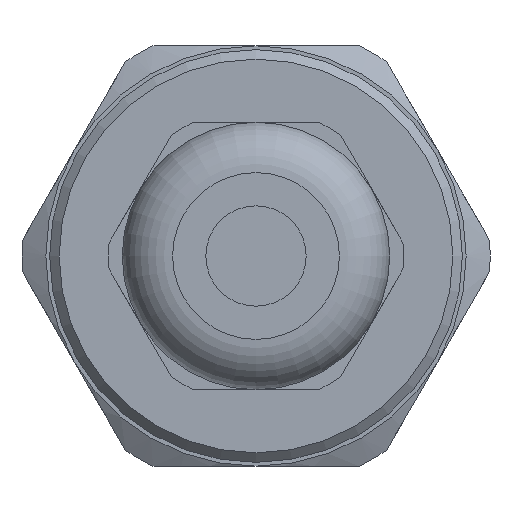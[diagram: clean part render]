
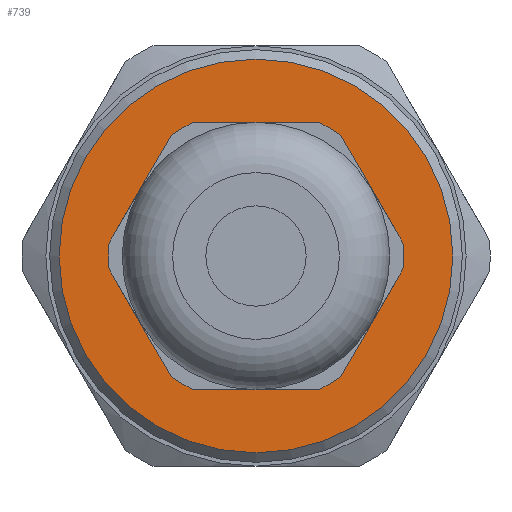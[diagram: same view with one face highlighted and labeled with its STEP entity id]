
A CAD part, front view. The second image highlights one B-rep face of the part: STEP entity #739.
In plain terms, the highlighted planar face has unit normal (0, -1, 0).
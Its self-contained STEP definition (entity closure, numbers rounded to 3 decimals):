
#89 = DIRECTION ( 'NONE',  ( 0., -1., 0. ) ) ;
#123 = CARTESIAN_POINT ( 'NONE',  ( 6.83, -52.003, 2.17 ) ) ;
#141 = DIRECTION ( 'NONE',  ( -0.5, 0., 0.866 ) ) ;
#202 = VECTOR ( 'NONE', #2509, 1000. ) ;
#218 = ORIENTED_EDGE ( 'NONE', *, *, #1183, .F. ) ;
#292 = DIRECTION ( 'NONE',  ( -1., 0., 0. ) ) ;
#294 = DIRECTION ( 'NONE',  ( 0., -1., 0. ) ) ;
#314 = CARTESIAN_POINT ( 'NONE',  ( 0., -52.003, 0. ) ) ;
#320 = ORIENTED_EDGE ( 'NONE', *, *, #1196, .F. ) ;
#341 = AXIS2_PLACEMENT_3D ( 'NONE', #2849, #89, #1388 ) ;
#401 = DIRECTION ( 'NONE',  ( -1., 0., 0. ) ) ;
#464 = VERTEX_POINT ( 'NONE', #2592 ) ;
#472 = AXIS2_PLACEMENT_3D ( 'NONE', #1986, #1836, #1602 ) ;
#494 = EDGE_CURVE ( 'NONE', #551, #736, #2541, .T. ) ;
#510 = LINE ( 'NONE', #1414, #1297 ) ;
#519 = DIRECTION ( 'NONE',  ( 0., -1., 0. ) ) ;
#551 = VERTEX_POINT ( 'NONE', #1574 ) ;
#554 = DIRECTION ( 'NONE',  ( 0., -1., 0. ) ) ;
#576 = AXIS2_PLACEMENT_3D ( 'NONE', #2422, #1083, #2414 ) ;
#585 = CIRCLE ( 'NONE', #2207, 7.166 ) ;
#638 = CARTESIAN_POINT ( 'NONE',  ( -1.536, -52.003, -7. ) ) ;
#642 = ORIENTED_EDGE ( 'NONE', *, *, #2858, .F. ) ;
#658 = CIRCLE ( 'NONE', #1792, 7.166 ) ;
#687 = AXIS2_PLACEMENT_3D ( 'NONE', #3095, #3130, #1220 ) ;
#734 = DIRECTION ( 'NONE',  ( -1., 0., 0. ) ) ;
#736 = VERTEX_POINT ( 'NONE', #1000 ) ;
#739 = ADVANCED_FACE ( 'NONE', ( #1173, #880 ), #1071, .T. ) ;
#880 = FACE_OUTER_BOUND ( 'NONE', #3190, .T. ) ;
#948 = EDGE_CURVE ( 'NONE', #1332, #1741, #1699, .T. ) ;
#977 = CARTESIAN_POINT ( 'NONE',  ( -4.432, -52.003, 6.323 ) ) ;
#1000 = CARTESIAN_POINT ( 'NONE',  ( 1.536, -52.003, 7. ) ) ;
#1062 = VECTOR ( 'NONE', #141, 1000. ) ;
#1065 = VERTEX_POINT ( 'NONE', #2524 ) ;
#1071 = PLANE ( 'NONE',  #1767 ) ;
#1082 = EDGE_CURVE ( 'NONE', #3155, #2185, #3268, .T. ) ;
#1083 = DIRECTION ( 'NONE',  ( 0., -1., 0. ) ) ;
#1128 = CARTESIAN_POINT ( 'NONE',  ( 6.83, -52.003, -2.17 ) ) ;
#1173 = FACE_BOUND ( 'NONE', #1282, .T. ) ;
#1176 = ORIENTED_EDGE ( 'NONE', *, *, #1359, .F. ) ;
#1183 = EDGE_CURVE ( 'NONE', #1741, #1065, #2584, .T. ) ;
#1196 = EDGE_CURVE ( 'NONE', #2536, #1332, #510, .T. ) ;
#1220 = DIRECTION ( 'NONE',  ( -1., 0., 0. ) ) ;
#1222 = DIRECTION ( 'NONE',  ( 0.5, 0., -0.866 ) ) ;
#1252 = ORIENTED_EDGE ( 'NONE', *, *, #494, .F. ) ;
#1282 = EDGE_LOOP ( 'NONE', ( #642, #218, #2800, #320, #1335, #3007, #1176, #2962, #1252, #2157, #3031, #2067 ) ) ;
#1297 = VECTOR ( 'NONE', #1222, 1000. ) ;
#1317 = DIRECTION ( 'NONE',  ( 0., 0., -1. ) ) ;
#1328 = VECTOR ( 'NONE', #2317, 1000. ) ;
#1332 = VERTEX_POINT ( 'NONE', #2275 ) ;
#1335 = ORIENTED_EDGE ( 'NONE', *, *, #2083, .F. ) ;
#1359 = EDGE_CURVE ( 'NONE', #464, #3155, #585, .T. ) ;
#1371 = CARTESIAN_POINT ( 'NONE',  ( 0., -52.003, 0. ) ) ;
#1384 = DIRECTION ( 'NONE',  ( 0., -1., 0. ) ) ;
#1388 = DIRECTION ( 'NONE',  ( 0., 0., -1. ) ) ;
#1414 = CARTESIAN_POINT ( 'NONE',  ( -7.692, -52.003, -0.677 ) ) ;
#1421 = CARTESIAN_POINT ( 'NONE',  ( 3.26, -52.003, 7. ) ) ;
#1491 = CIRCLE ( 'NONE', #1831, 7.166 ) ;
#1507 = CARTESIAN_POINT ( 'NONE',  ( -5.294, -52.003, 4.83 ) ) ;
#1574 = CARTESIAN_POINT ( 'NONE',  ( 5.294, -52.003, 4.83 ) ) ;
#1602 = DIRECTION ( 'NONE',  ( -1., 0., 0. ) ) ;
#1627 = DIRECTION ( 'NONE',  ( -0.5, 0., -0.866 ) ) ;
#1653 = CARTESIAN_POINT ( 'NONE',  ( 0., -52.003, -10.3 ) ) ;
#1699 = CIRCLE ( 'NONE', #576, 7.166 ) ;
#1732 = CIRCLE ( 'NONE', #341, 10.3 ) ;
#1741 = VERTEX_POINT ( 'NONE', #638 ) ;
#1767 = AXIS2_PLACEMENT_3D ( 'NONE', #1371, #1384, #1317 ) ;
#1792 = AXIS2_PLACEMENT_3D ( 'NONE', #2225, #554, #734 ) ;
#1823 = EDGE_CURVE ( 'NONE', #736, #464, #2052, .T. ) ;
#1831 = AXIS2_PLACEMENT_3D ( 'NONE', #314, #294, #292 ) ;
#1836 = DIRECTION ( 'NONE',  ( 0., -1., 0. ) ) ;
#1862 = CARTESIAN_POINT ( 'NONE',  ( 0., -52.003, 0. ) ) ;
#1915 = EDGE_CURVE ( 'NONE', #2199, #551, #2528, .T. ) ;
#1974 = CARTESIAN_POINT ( 'NONE',  ( -6.83, -52.003, -2.17 ) ) ;
#1986 = CARTESIAN_POINT ( 'NONE',  ( 0., -52.003, 0. ) ) ;
#1997 = EDGE_CURVE ( 'NONE', #2889, #2889, #1732, .T. ) ;
#2052 = LINE ( 'NONE', #1421, #1328 ) ;
#2058 = EDGE_CURVE ( 'NONE', #2292, #2271, #2928, .T. ) ;
#2067 = ORIENTED_EDGE ( 'NONE', *, *, #2058, .F. ) ;
#2083 = EDGE_CURVE ( 'NONE', #2185, #2536, #2860, .T. ) ;
#2099 = VECTOR ( 'NONE', #1627, 1000. ) ;
#2157 = ORIENTED_EDGE ( 'NONE', *, *, #1915, .F. ) ;
#2185 = VERTEX_POINT ( 'NONE', #2327 ) ;
#2199 = VERTEX_POINT ( 'NONE', #123 ) ;
#2207 = AXIS2_PLACEMENT_3D ( 'NONE', #1862, #519, #401 ) ;
#2225 = CARTESIAN_POINT ( 'NONE',  ( 0., -52.003, 0. ) ) ;
#2254 = EDGE_CURVE ( 'NONE', #2271, #2199, #658, .T. ) ;
#2271 = VERTEX_POINT ( 'NONE', #1128 ) ;
#2275 = CARTESIAN_POINT ( 'NONE',  ( -5.294, -52.003, -4.83 ) ) ;
#2292 = VERTEX_POINT ( 'NONE', #2550 ) ;
#2299 = CARTESIAN_POINT ( 'NONE',  ( 7.692, -52.003, 0.677 ) ) ;
#2317 = DIRECTION ( 'NONE',  ( -1., 0., 0. ) ) ;
#2327 = CARTESIAN_POINT ( 'NONE',  ( -6.83, -52.003, 2.17 ) ) ;
#2414 = DIRECTION ( 'NONE',  ( -1., 0., 0. ) ) ;
#2422 = CARTESIAN_POINT ( 'NONE',  ( 0., -52.003, 0. ) ) ;
#2509 = DIRECTION ( 'NONE',  ( 0.5, 0., 0.866 ) ) ;
#2516 = DIRECTION ( 'NONE',  ( 1., 0., 0. ) ) ;
#2524 = CARTESIAN_POINT ( 'NONE',  ( 1.536, -52.003, -7. ) ) ;
#2528 = LINE ( 'NONE', #2299, #1062 ) ;
#2536 = VERTEX_POINT ( 'NONE', #1974 ) ;
#2541 = CIRCLE ( 'NONE', #472, 7.166 ) ;
#2550 = CARTESIAN_POINT ( 'NONE',  ( 5.294, -52.003, -4.83 ) ) ;
#2584 = LINE ( 'NONE', #2735, #3223 ) ;
#2592 = CARTESIAN_POINT ( 'NONE',  ( -1.536, -52.003, 7. ) ) ;
#2735 = CARTESIAN_POINT ( 'NONE',  ( -3.26, -52.003, -7. ) ) ;
#2800 = ORIENTED_EDGE ( 'NONE', *, *, #948, .F. ) ;
#2849 = CARTESIAN_POINT ( 'NONE',  ( 0., -52.003, 0. ) ) ;
#2858 = EDGE_CURVE ( 'NONE', #1065, #2292, #1491, .T. ) ;
#2860 = CIRCLE ( 'NONE', #687, 7.166 ) ;
#2889 = VERTEX_POINT ( 'NONE', #1653 ) ;
#2928 = LINE ( 'NONE', #3297, #202 ) ;
#2962 = ORIENTED_EDGE ( 'NONE', *, *, #1823, .F. ) ;
#3007 = ORIENTED_EDGE ( 'NONE', *, *, #1082, .F. ) ;
#3031 = ORIENTED_EDGE ( 'NONE', *, *, #2254, .F. ) ;
#3095 = CARTESIAN_POINT ( 'NONE',  ( 0., -52.003, 0. ) ) ;
#3130 = DIRECTION ( 'NONE',  ( 0., -1., 0. ) ) ;
#3155 = VERTEX_POINT ( 'NONE', #1507 ) ;
#3190 = EDGE_LOOP ( 'NONE', ( #3227 ) ) ;
#3223 = VECTOR ( 'NONE', #2516, 1000. ) ;
#3227 = ORIENTED_EDGE ( 'NONE', *, *, #1997, .T. ) ;
#3268 = LINE ( 'NONE', #977, #2099 ) ;
#3297 = CARTESIAN_POINT ( 'NONE',  ( 4.432, -52.003, -6.323 ) ) ;
